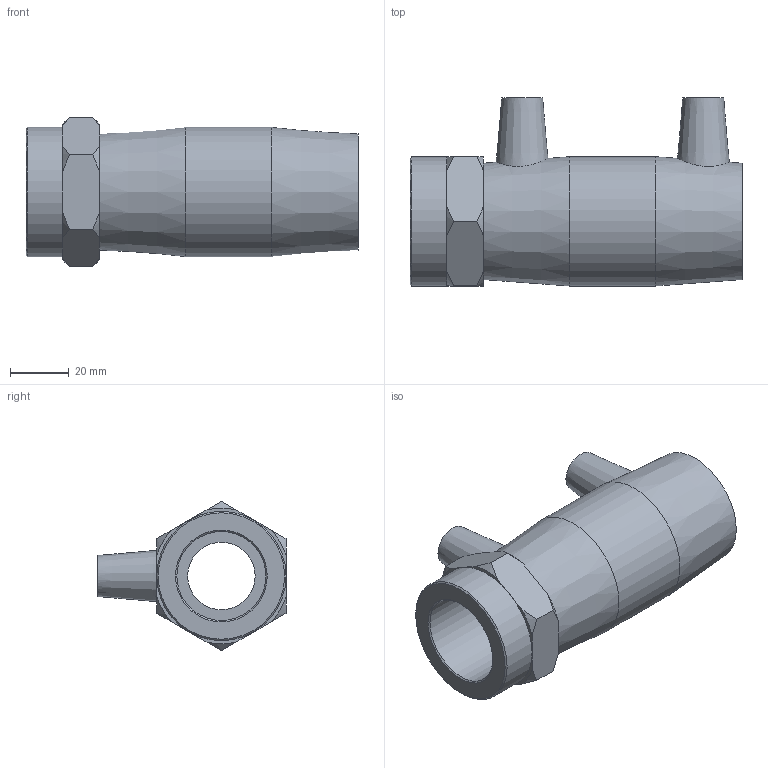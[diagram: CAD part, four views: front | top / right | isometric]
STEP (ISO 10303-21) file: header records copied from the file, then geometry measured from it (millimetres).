
FILE_DESCRIPTION(/* description */ ('PLASSON FEMALE TRANSITION COUPLER 32-1"'),/* implementation_level */ '2;1');
FILE_NAME(/* name */ '493104032010.ipt.stp',/* time_stamp */ '2017-11-06T09:15:37+02:00',/* author */ ('KIM'),/* organization */ (''),/* preprocessor_version */ 'ST-DEVELOPER v15.6',/* originating_system */ 'Autodesk Inventor 2015',/* authorisation */ '');
FILE_SCHEMA (('AUTOMOTIVE_DESIGN { 1 0 10303 214 3 1 1 }'));
Length unit declared in the file: millimetre
Products named in the file (1): 493104032010
Bounding box: 113 x 64 x 50.81 mm (x, y, z)
Volume: 101260.4 mm3; surface area: 30949.6 mm2
Topology: 1 solids, 1 shells, 54 faces, 121 edges, 77 vertices
Faces by surface type: plane 24, cone 20, cylinder 10
Full cylindrical faces by diameter (mm): 4 x2, 10 x2, 23 x1, 30.291 x1, 32 x2, 44 x2
Entity records: 1414 total; most frequent: CARTESIAN_POINT 335, DIRECTION 224, ORIENTED_EDGE 190, AXIS2_PLACEMENT_3D 100, EDGE_CURVE 95, EDGE_LOOP 84, VERTEX_POINT 71, FACE_OUTER_BOUND 54
